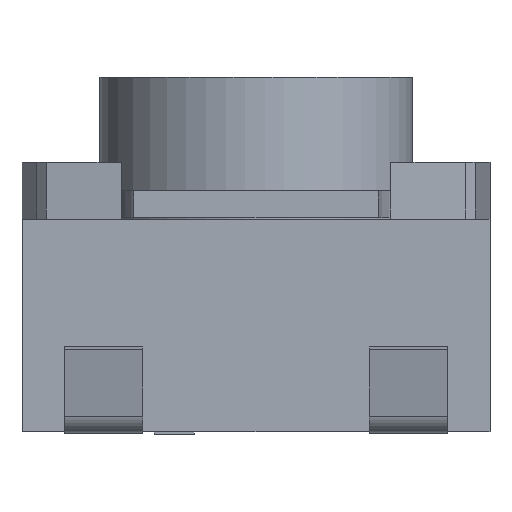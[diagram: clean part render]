
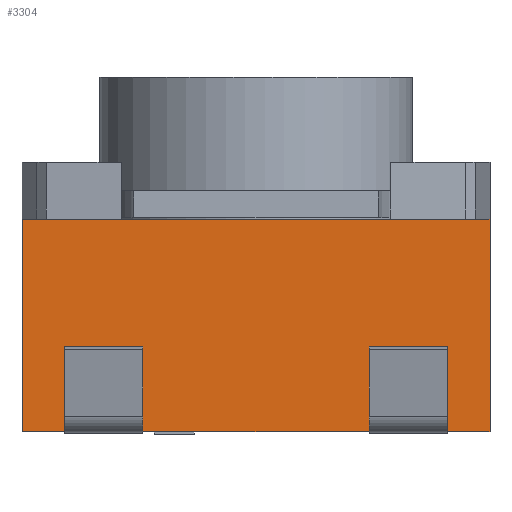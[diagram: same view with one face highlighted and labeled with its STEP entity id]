
A CAD part, left-side view. The second image highlights one B-rep face of the part: STEP entity #3304.
In plain terms, the highlighted free-form (B-spline) face has degree [1, 1] with [2, 2] control points.
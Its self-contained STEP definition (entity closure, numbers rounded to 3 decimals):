
#58 = VERTEX_POINT('',#59);
#59 = CARTESIAN_POINT('',(-2.1,-0.8,0.02));
#74 = VERTEX_POINT('',#75);
#75 = CARTESIAN_POINT('',(-2.1,-1.35,0.02));
#80 = EDGE_CURVE('',#74,#81,#83,.T.);
#81 = VERTEX_POINT('',#82);
#82 = CARTESIAN_POINT('',(-2.1,-1.65,0.02));
#83 = B_SPLINE_CURVE_WITH_KNOTS('',1,(#84,#85),.UNSPECIFIED.,.F.,.F.,(2,
    2),(0.,0.3),.PIECEWISE_BEZIER_KNOTS.);
#84 = CARTESIAN_POINT('',(-2.1,-1.35,0.02));
#85 = CARTESIAN_POINT('',(-2.1,-1.65,0.02));
#158 = VERTEX_POINT('',#159);
#159 = CARTESIAN_POINT('',(-2.1,1.65,0.02));
#164 = EDGE_CURVE('',#158,#165,#167,.T.);
#165 = VERTEX_POINT('',#166);
#166 = CARTESIAN_POINT('',(-2.1,1.35,0.02));
#167 = B_SPLINE_CURVE_WITH_KNOTS('',1,(#168,#169),.UNSPECIFIED.,.F.,.F.,
  (2,2),(0.,0.3),.PIECEWISE_BEZIER_KNOTS.);
#168 = CARTESIAN_POINT('',(-2.1,1.65,0.02));
#169 = CARTESIAN_POINT('',(-2.1,1.35,0.02));
#186 = VERTEX_POINT('',#187);
#187 = CARTESIAN_POINT('',(-2.1,0.8,0.02));
#192 = EDGE_CURVE('',#186,#58,#193,.T.);
#193 = B_SPLINE_CURVE_WITH_KNOTS('',1,(#194,#195),.UNSPECIFIED.,.F.,.F.,
  (2,2),(0.,1.6),.PIECEWISE_BEZIER_KNOTS.);
#194 = CARTESIAN_POINT('',(-2.1,0.8,0.02));
#195 = CARTESIAN_POINT('',(-2.1,-0.8,0.02));
#1802 = VERTEX_POINT('',#1803);
#1803 = CARTESIAN_POINT('',(-2.1,-0.8,0.114));
#1851 = EDGE_CURVE('',#58,#1802,#1852,.T.);
#1852 = B_SPLINE_CURVE_WITH_KNOTS('',1,(#1853,#1854),.UNSPECIFIED.,.F.,
  .F.,(2,2),(0.,0.094),.PIECEWISE_BEZIER_KNOTS.);
#1853 = CARTESIAN_POINT('',(-2.1,-0.8,0.02));
#1854 = CARTESIAN_POINT('',(-2.1,-0.8,0.114));
#1948 = VERTEX_POINT('',#1949);
#1949 = CARTESIAN_POINT('',(-2.1,-1.35,0.114));
#1955 = EDGE_CURVE('',#74,#1948,#1956,.T.);
#1956 = B_SPLINE_CURVE_WITH_KNOTS('',1,(#1957,#1958),.UNSPECIFIED.,.F.,
  .F.,(2,2),(0.,0.094),.PIECEWISE_BEZIER_KNOTS.);
#1957 = CARTESIAN_POINT('',(-2.1,-1.35,0.02));
#1958 = CARTESIAN_POINT('',(-2.1,-1.35,0.114));
#2177 = VERTEX_POINT('',#2178);
#2178 = CARTESIAN_POINT('',(-2.1,-1.65,1.52));
#2199 = EDGE_CURVE('',#81,#2177,#2200,.T.);
#2200 = B_SPLINE_CURVE_WITH_KNOTS('',1,(#2201,#2202),.UNSPECIFIED.,.F.,
  .F.,(2,2),(0.,1.5),.PIECEWISE_BEZIER_KNOTS.);
#2201 = CARTESIAN_POINT('',(-2.1,-1.65,0.02));
#2202 = CARTESIAN_POINT('',(-2.1,-1.65,1.52));
#2213 = VERTEX_POINT('',#2214);
#2214 = CARTESIAN_POINT('',(-2.1,-0.95,1.52));
#2234 = EDGE_CURVE('',#2213,#2177,#2235,.T.);
#2235 = B_SPLINE_CURVE_WITH_KNOTS('',1,(#2236,#2237),.UNSPECIFIED.,.F.,
  .F.,(2,2),(0.,0.7),.PIECEWISE_BEZIER_KNOTS.);
#2236 = CARTESIAN_POINT('',(-2.1,-0.95,1.52));
#2237 = CARTESIAN_POINT('',(-2.1,-1.65,1.52));
#2273 = EDGE_CURVE('',#2274,#2213,#2276,.T.);
#2274 = VERTEX_POINT('',#2275);
#2275 = CARTESIAN_POINT('',(-2.1,0.95,1.52));
#2276 = B_SPLINE_CURVE_WITH_KNOTS('',1,(#2277,#2278),.UNSPECIFIED.,.F.,
  .F.,(2,2),(0.,1.9),.PIECEWISE_BEZIER_KNOTS.);
#2277 = CARTESIAN_POINT('',(-2.1,0.95,1.52));
#2278 = CARTESIAN_POINT('',(-2.1,-0.95,1.52));
#2432 = EDGE_CURVE('',#2433,#2274,#2435,.T.);
#2433 = VERTEX_POINT('',#2434);
#2434 = CARTESIAN_POINT('',(-2.1,1.65,1.52));
#2435 = B_SPLINE_CURVE_WITH_KNOTS('',1,(#2436,#2437),.UNSPECIFIED.,.F.,
  .F.,(2,2),(0.,0.7),.PIECEWISE_BEZIER_KNOTS.);
#2436 = CARTESIAN_POINT('',(-2.1,1.65,1.52));
#2437 = CARTESIAN_POINT('',(-2.1,0.95,1.52));
#3304 = ADVANCED_FACE('',(#3305),#3345,.T.);
#3305 = FACE_BOUND('',#3306,.F.);
#3306 = EDGE_LOOP('',(#3307,#3308,#3309,#3316,#3323,#3328,#3329,#3334,
    #3335,#3336,#3337,#3338,#3339,#3340));
#3307 = ORIENTED_EDGE('',*,*,#1851,.F.);
#3308 = ORIENTED_EDGE('',*,*,#192,.F.);
#3309 = ORIENTED_EDGE('',*,*,#3310,.T.);
#3310 = EDGE_CURVE('',#186,#3311,#3313,.T.);
#3311 = VERTEX_POINT('',#3312);
#3312 = CARTESIAN_POINT('',(-2.1,0.8,0.114));
#3313 = B_SPLINE_CURVE_WITH_KNOTS('',1,(#3314,#3315),.UNSPECIFIED.,.F.,
  .F.,(2,2),(0.,0.094),.PIECEWISE_BEZIER_KNOTS.);
#3314 = CARTESIAN_POINT('',(-2.1,0.8,0.02));
#3315 = CARTESIAN_POINT('',(-2.1,0.8,0.114));
#3316 = ORIENTED_EDGE('',*,*,#3317,.T.);
#3317 = EDGE_CURVE('',#3311,#3318,#3320,.T.);
#3318 = VERTEX_POINT('',#3319);
#3319 = CARTESIAN_POINT('',(-2.1,1.35,0.114));
#3320 = B_SPLINE_CURVE_WITH_KNOTS('',1,(#3321,#3322),.UNSPECIFIED.,.F.,
  .F.,(2,2),(0.,0.55),.PIECEWISE_BEZIER_KNOTS.);
#3321 = CARTESIAN_POINT('',(-2.1,0.8,0.114));
#3322 = CARTESIAN_POINT('',(-2.1,1.35,0.114));
#3323 = ORIENTED_EDGE('',*,*,#3324,.F.);
#3324 = EDGE_CURVE('',#165,#3318,#3325,.T.);
#3325 = B_SPLINE_CURVE_WITH_KNOTS('',1,(#3326,#3327),.UNSPECIFIED.,.F.,
  .F.,(2,2),(0.,0.094),.PIECEWISE_BEZIER_KNOTS.);
#3326 = CARTESIAN_POINT('',(-2.1,1.35,0.02));
#3327 = CARTESIAN_POINT('',(-2.1,1.35,0.114));
#3328 = ORIENTED_EDGE('',*,*,#164,.F.);
#3329 = ORIENTED_EDGE('',*,*,#3330,.T.);
#3330 = EDGE_CURVE('',#158,#2433,#3331,.T.);
#3331 = B_SPLINE_CURVE_WITH_KNOTS('',1,(#3332,#3333),.UNSPECIFIED.,.F.,
  .F.,(2,2),(0.,1.5),.PIECEWISE_BEZIER_KNOTS.);
#3332 = CARTESIAN_POINT('',(-2.1,1.65,0.02));
#3333 = CARTESIAN_POINT('',(-2.1,1.65,1.52));
#3334 = ORIENTED_EDGE('',*,*,#2432,.T.);
#3335 = ORIENTED_EDGE('',*,*,#2273,.T.);
#3336 = ORIENTED_EDGE('',*,*,#2234,.T.);
#3337 = ORIENTED_EDGE('',*,*,#2199,.F.);
#3338 = ORIENTED_EDGE('',*,*,#80,.F.);
#3339 = ORIENTED_EDGE('',*,*,#1955,.T.);
#3340 = ORIENTED_EDGE('',*,*,#3341,.T.);
#3341 = EDGE_CURVE('',#1948,#1802,#3342,.T.);
#3342 = B_SPLINE_CURVE_WITH_KNOTS('',1,(#3343,#3344),.UNSPECIFIED.,.F.,
  .F.,(2,2),(0.,0.55),.PIECEWISE_BEZIER_KNOTS.);
#3343 = CARTESIAN_POINT('',(-2.1,-1.35,0.114));
#3344 = CARTESIAN_POINT('',(-2.1,-0.8,0.114));
#3345 = B_SPLINE_SURFACE_WITH_KNOTS('',1,1,(
    (#3346,#3347)
    ,(#3348,#3349
    )),.UNSPECIFIED.,.F.,.F.,.F.,(2,2),(2,2),(0.,3.3),(0.,1.5),
  .PIECEWISE_BEZIER_KNOTS.);
#3346 = CARTESIAN_POINT('',(-2.1,1.65,0.02));
#3347 = CARTESIAN_POINT('',(-2.1,1.65,1.52));
#3348 = CARTESIAN_POINT('',(-2.1,-1.65,0.02));
#3349 = CARTESIAN_POINT('',(-2.1,-1.65,1.52));
